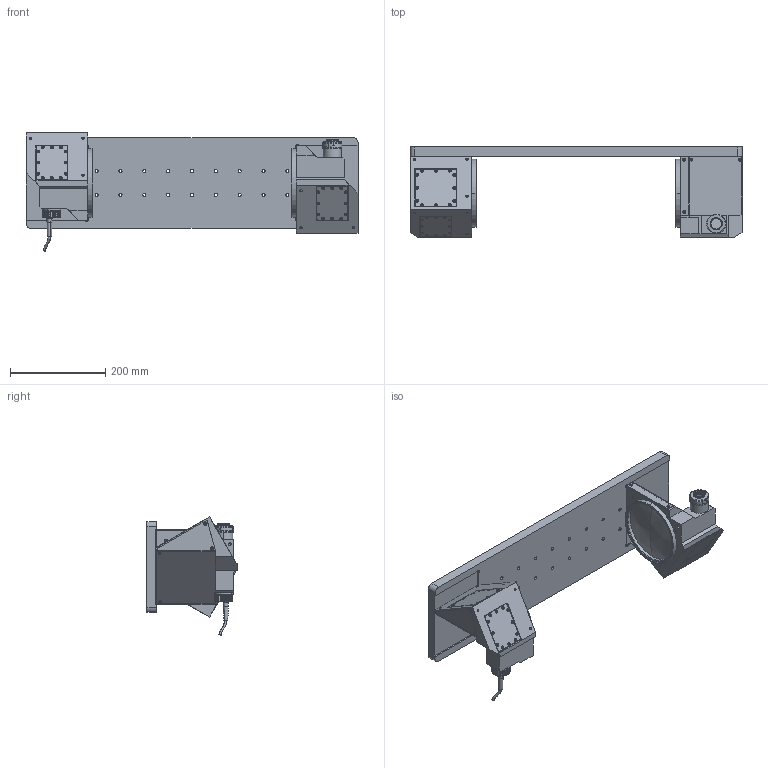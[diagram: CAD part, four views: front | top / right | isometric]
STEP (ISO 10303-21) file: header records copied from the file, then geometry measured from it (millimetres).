
FILE_DESCRIPTION (( 'STEP AP214' ), '1' );
FILE_NAME ('TCCRBENCH096.STEP', '2015-07-29T09:26:17', ( '' ), ( '' ), 'SwSTEP 2.0', 'SolidWorks 2013', '' );
FILE_SCHEMA (( 'AUTOMOTIVE_DESIGN' ));
Length unit declared in the file: millimetre
Products named in the file (1): TCCRBENCH096
Bounding box: 695.9 x 188.92 x 247.56 mm (x, y, z)
Surface area: 584426.9 mm2 (no closed solid volume)
Topology: 0 solids, 48 shells, 703 faces, 2217 edges, 1549 vertices
Faces by surface type: cylinder 324, plane 211, cone 158, sphere 4, torus 4, bspline 2
Entity records: 32957 total; most frequent: CARTESIAN_POINT 4892, DIRECTION 4591, ORIENTED_EDGE 3603, EDGE_CURVE 2203, AXIS2_PLACEMENT_3D 1716, VERTEX_POINT 1549, LINE 1159, VECTOR 1159
